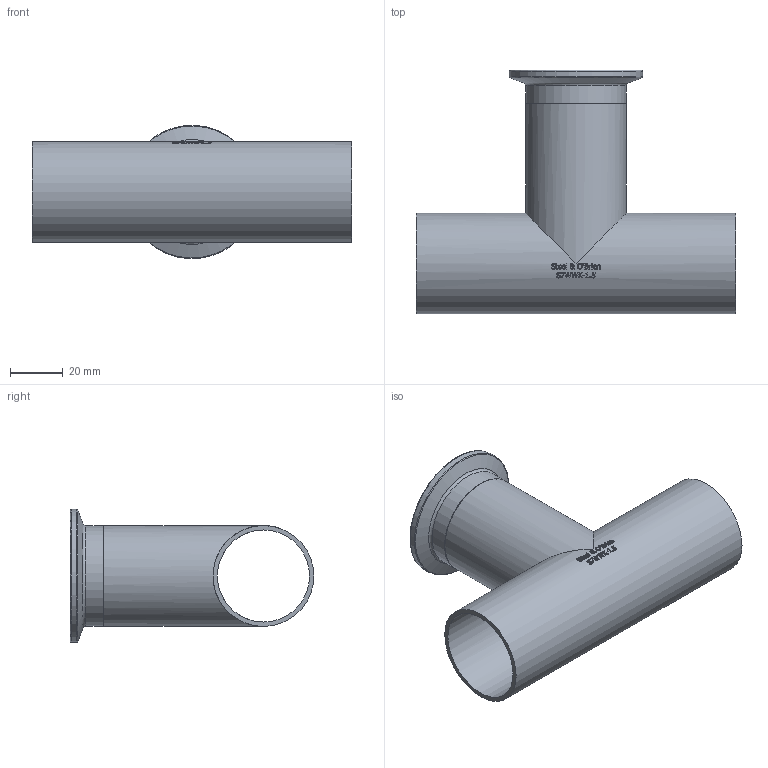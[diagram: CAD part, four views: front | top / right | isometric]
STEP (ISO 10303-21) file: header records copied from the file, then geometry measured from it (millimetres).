
FILE_DESCRIPTION(/* description */ (''),/* implementation_level */ '2;1');
FILE_NAME(/* name */ 'S7WWK-1.5.stp',/* time_stamp */ '2018-11-28T10:48:17-05:00',/* author */ ('ken'),/* organization */ (''),/* preprocessor_version */ 'ST-DEVELOPER v15.2',/* originating_system */ 'Autodesk Inventor 2014',/* authorisation */ '');
FILE_SCHEMA (('AUTOMOTIVE_DESIGN { 1 0 10303 214 3 1 1 }'));
Length unit declared in the file: inch
Products named in the file (1): S7WWK-1.5
Bounding box: 120.65 x 92.08 x 50.29 mm (x, y, z)
Volume: 35095.4 mm3; surface area: 41411 mm2
Topology: 1 solids, 1 shells, 359 faces, 963 edges, 639 vertices
Faces by surface type: plane 160, bspline 149, cylinder 38, torus 9, cone 3
Full cylindrical faces by diameter (mm): 34.798 x3, 38.1 x3, 50.394 x1
Entity records: 13944 total; most frequent: CARTESIAN_POINT 5810, ORIENTED_EDGE 1874, DIRECTION 1257, EDGE_CURVE 937, VERTEX_POINT 634, LINE 443, VECTOR 443, EDGE_LOOP 417
